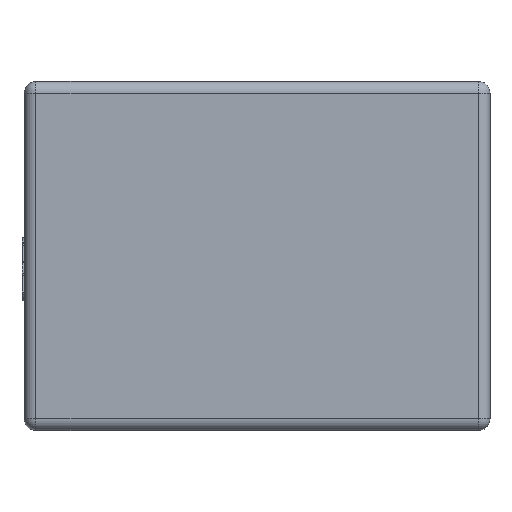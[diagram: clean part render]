
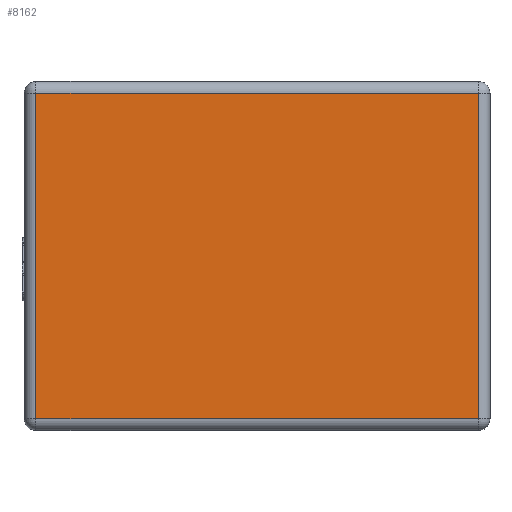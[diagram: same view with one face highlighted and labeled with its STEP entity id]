
A CAD part, left-side view. The second image highlights one B-rep face of the part: STEP entity #8162.
In plain terms, the highlighted planar face has unit normal (-1, 0, 0).
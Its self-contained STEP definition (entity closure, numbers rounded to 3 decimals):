
#126 = VERTEX_POINT ( 'NONE', #3297 ) ;
#293 = VECTOR ( 'NONE', #4958, 1000. ) ;
#774 = EDGE_CURVE ( 'NONE', #126, #5067, #5338, .T. ) ;
#971 = PLANE ( 'NONE',  #1757 ) ;
#1156 = CARTESIAN_POINT ( 'NONE',  ( -1.25, 0.95, 0.05 ) ) ;
#1757 = AXIS2_PLACEMENT_3D ( 'NONE', #6819, #3963, #8059 ) ;
#1915 = VECTOR ( 'NONE', #6383, 1000. ) ;
#2415 = CARTESIAN_POINT ( 'NONE',  ( -1.25, -0.95, 0.05 ) ) ;
#2782 = CARTESIAN_POINT ( 'NONE',  ( -1.25, -0.95, 1.45 ) ) ;
#3297 = CARTESIAN_POINT ( 'NONE',  ( -1.25, 0.95, 0.05 ) ) ;
#3773 = VECTOR ( 'NONE', #6312, 1000. ) ;
#3963 = DIRECTION ( 'NONE',  ( 1., 0., 0. ) ) ;
#4015 = LINE ( 'NONE', #1156, #8048 ) ;
#4277 = CARTESIAN_POINT ( 'NONE',  ( -1.25, -0.95, 1.45 ) ) ;
#4958 = DIRECTION ( 'NONE',  ( 0., 1., 0. ) ) ;
#5067 = VERTEX_POINT ( 'NONE', #9036 ) ;
#5338 = LINE ( 'NONE', #2415, #1915 ) ;
#5833 = VERTEX_POINT ( 'NONE', #8385 ) ;
#5888 = VERTEX_POINT ( 'NONE', #2782 ) ;
#6197 = EDGE_CURVE ( 'NONE', #5888, #5833, #11848, .T. ) ;
#6312 = DIRECTION ( 'NONE',  ( 0., 0., 1. ) ) ;
#6383 = DIRECTION ( 'NONE',  ( 0., -1., 0. ) ) ;
#6819 = CARTESIAN_POINT ( 'NONE',  ( -1.25, 0., 0. ) ) ;
#8048 = VECTOR ( 'NONE', #11885, 1000. ) ;
#8059 = DIRECTION ( 'NONE',  ( 0., 1., 0. ) ) ;
#8162 = ADVANCED_FACE ( 'NONE', ( #10867 ), #971, .F. ) ;
#8385 = CARTESIAN_POINT ( 'NONE',  ( -1.25, 0.95, 1.45 ) ) ;
#9036 = CARTESIAN_POINT ( 'NONE',  ( -1.25, -0.95, 0.05 ) ) ;
#9517 = ORIENTED_EDGE ( 'NONE', *, *, #10407, .T. ) ;
#9634 = EDGE_CURVE ( 'NONE', #5067, #5888, #10146, .T. ) ;
#9983 = CARTESIAN_POINT ( 'NONE',  ( -1.25, 0.95, 1.45 ) ) ;
#10146 = LINE ( 'NONE', #4277, #3773 ) ;
#10407 = EDGE_CURVE ( 'NONE', #5833, #126, #4015, .T. ) ;
#10678 = EDGE_LOOP ( 'NONE', ( #11696, #11263, #11631, #9517 ) ) ;
#10867 = FACE_OUTER_BOUND ( 'NONE', #10678, .T. ) ;
#11263 = ORIENTED_EDGE ( 'NONE', *, *, #9634, .T. ) ;
#11631 = ORIENTED_EDGE ( 'NONE', *, *, #6197, .T. ) ;
#11696 = ORIENTED_EDGE ( 'NONE', *, *, #774, .T. ) ;
#11848 = LINE ( 'NONE', #9983, #293 ) ;
#11885 = DIRECTION ( 'NONE',  ( 0., 0., -1. ) ) ;
